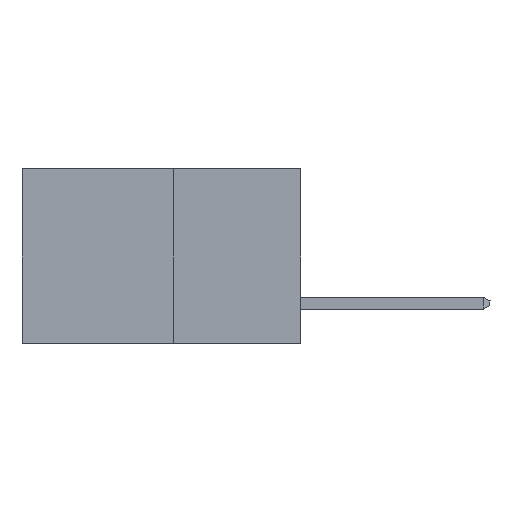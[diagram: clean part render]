
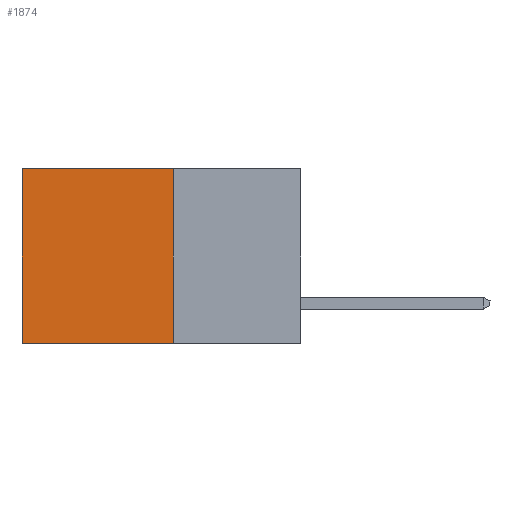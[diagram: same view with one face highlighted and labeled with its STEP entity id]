
A CAD part, left-side view. The second image highlights one B-rep face of the part: STEP entity #1874.
In plain terms, the highlighted planar face has unit normal (-1, 0, 0).
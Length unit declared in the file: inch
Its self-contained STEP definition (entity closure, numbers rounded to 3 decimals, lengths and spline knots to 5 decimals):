
#144 = DIRECTION ( 'NONE',  ( 0., 0., -1. ) ) ;
#652 = AXIS2_PLACEMENT_3D ( 'NONE', #11223, #4587, #144 ) ;
#1605 = FACE_OUTER_BOUND ( 'NONE', #15427, .T. ) ;
#1874 = ADVANCED_FACE ( 'NONE', ( #1605 ), #12046, .F. ) ;
#2497 = DIRECTION ( 'NONE',  ( 0., 1., 0. ) ) ;
#3356 = VECTOR ( 'NONE', #7461, 39.37008 ) ;
#3461 = CARTESIAN_POINT ( 'NONE',  ( 0.277, 0.27, -0.37 ) ) ;
#3722 = LINE ( 'NONE', #7003, #15930 ) ;
#4171 = LINE ( 'NONE', #19412, #11794 ) ;
#4273 = DIRECTION ( 'NONE',  ( 0., 0., -1. ) ) ;
#4455 = LINE ( 'NONE', #14071, #19645 ) ;
#4587 = DIRECTION ( 'NONE',  ( 1., 0., 0. ) ) ;
#5863 = CARTESIAN_POINT ( 'NONE',  ( 0.277, 0.27, 0. ) ) ;
#5956 = CARTESIAN_POINT ( 'NONE',  ( 0.277, 0.59, -0.37 ) ) ;
#7003 = CARTESIAN_POINT ( 'NONE',  ( 0.277, 0.27, 0. ) ) ;
#7461 = DIRECTION ( 'NONE',  ( 0., 0., -1. ) ) ;
#8225 = ORIENTED_EDGE ( 'NONE', *, *, #18337, .T. ) ;
#8852 = VERTEX_POINT ( 'NONE', #17943 ) ;
#9222 = CARTESIAN_POINT ( 'NONE',  ( 0.277, 0.59, 0. ) ) ;
#10339 = ORIENTED_EDGE ( 'NONE', *, *, #14967, .T. ) ;
#11223 = CARTESIAN_POINT ( 'NONE',  ( 0.277, 0.27, -0.37 ) ) ;
#11794 = VECTOR ( 'NONE', #4273, 39.37008 ) ;
#11975 = EDGE_CURVE ( 'NONE', #12671, #8852, #4455, .T. ) ;
#12046 = PLANE ( 'NONE',  #652 ) ;
#12671 = VERTEX_POINT ( 'NONE', #3461 ) ;
#13006 = EDGE_CURVE ( 'NONE', #15603, #12671, #4171, .T. ) ;
#14071 = CARTESIAN_POINT ( 'NONE',  ( 0.277, 0.27, -0.37 ) ) ;
#14764 = ORIENTED_EDGE ( 'NONE', *, *, #11975, .F. ) ;
#14967 = EDGE_CURVE ( 'NONE', #16684, #8852, #15571, .T. ) ;
#15427 = EDGE_LOOP ( 'NONE', ( #10339, #14764, #15697, #8225 ) ) ;
#15571 = LINE ( 'NONE', #5956, #3356 ) ;
#15603 = VERTEX_POINT ( 'NONE', #5863 ) ;
#15669 = DIRECTION ( 'NONE',  ( 0., 1., 0. ) ) ;
#15697 = ORIENTED_EDGE ( 'NONE', *, *, #13006, .F. ) ;
#15930 = VECTOR ( 'NONE', #2497, 39.37008 ) ;
#16684 = VERTEX_POINT ( 'NONE', #9222 ) ;
#17943 = CARTESIAN_POINT ( 'NONE',  ( 0.277, 0.59, -0.37 ) ) ;
#18337 = EDGE_CURVE ( 'NONE', #15603, #16684, #3722, .T. ) ;
#19412 = CARTESIAN_POINT ( 'NONE',  ( 0.277, 0.27, -0.37 ) ) ;
#19645 = VECTOR ( 'NONE', #15669, 39.37008 ) ;
